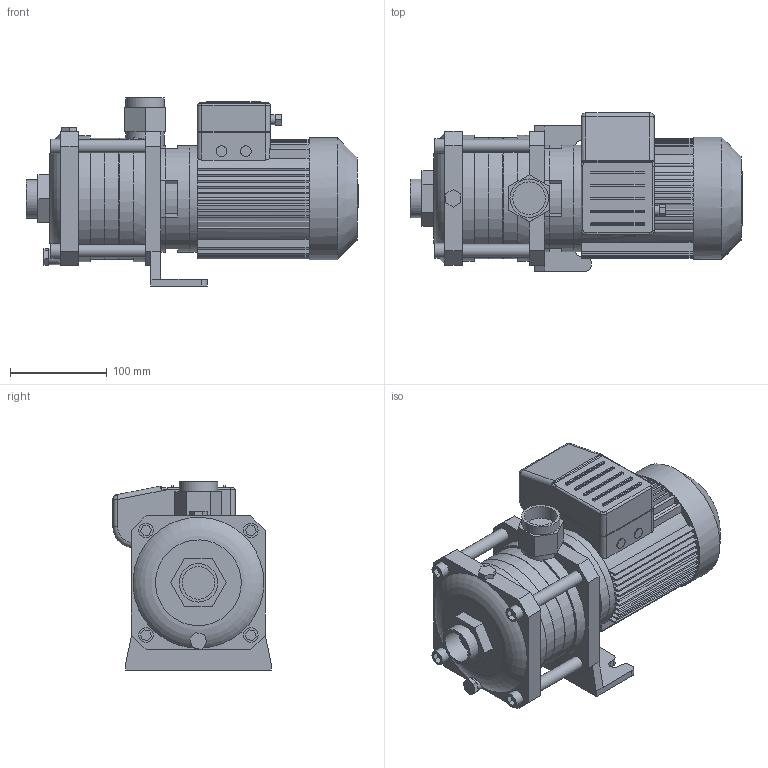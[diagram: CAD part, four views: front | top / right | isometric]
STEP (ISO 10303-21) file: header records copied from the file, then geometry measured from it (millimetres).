
FILE_DESCRIPTION(/* description */ (''),/* implementation_level */ '2;1');
FILE_NAME(/* name */ '3d_MHIL103-E-1-230-50-2-4083885.stp',/* time_stamp */ '2017-03-20T11:23:47+01:00',/* author */ ('Andrzej'),/* organization */ (''),/* preprocessor_version */ 'ST-DEVELOPER v15.5',/* originating_system */ 'AutoCAD Mechanical',/* authorisation */ '');
FILE_SCHEMA (('AUTOMOTIVE_DESIGN { 1 0 10303 214 3 1 1 }'));
Length unit declared in the file: millimetre
Products named in the file (1): Product
Bounding box: 342.4 x 163.2 x 194 mm (x, y, z)
Volume: 4516775.4 mm3; surface area: 417364 mm2
Topology: 9 solids, 9 shells, 555 faces, 1438 edges, 905 vertices
Faces by surface type: plane 337, cylinder 155, bspline 32, sphere 24, torus 6, cone 1
Full cylindrical faces by diameter (mm): 10 x1, 11 x2, 13.454 x4, 15 x4, 15.7 x1, 33.7 x2, 39.7 x2, 110 x3, 125 x3, 126 x1, 130 x1
Entity records: 17217 total; most frequent: CARTESIAN_POINT 3822, ORIENTED_EDGE 2754, DIRECTION 2754, EDGE_CURVE 1377, AXIS2_PLACEMENT_3D 925, LINE 904, VECTOR 904, VERTEX_POINT 895
